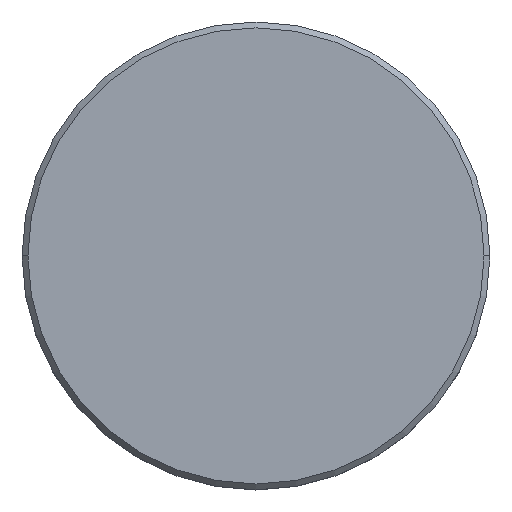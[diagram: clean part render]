
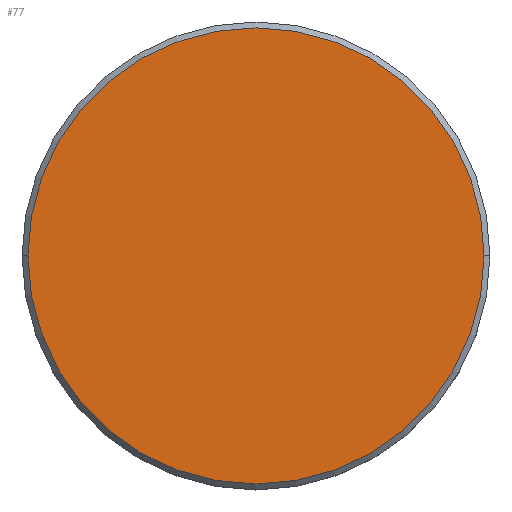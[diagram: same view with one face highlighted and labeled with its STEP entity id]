
A CAD part, top view. The second image highlights one B-rep face of the part: STEP entity #77.
In plain terms, the highlighted planar face has unit normal (0, 0, 1).
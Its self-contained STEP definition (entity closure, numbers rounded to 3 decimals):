
#50 = DIRECTION ( 'NONE',  ( 0., 0., 1. ) ) ;
#77 = ADVANCED_FACE ( 'NONE', ( #657 ), #944, .T. ) ;
#144 = DIRECTION ( 'NONE',  ( 1., 0., 0. ) ) ;
#203 = DIRECTION ( 'NONE',  ( 1., 0., 0. ) ) ;
#239 = EDGE_LOOP ( 'NONE', ( #1012, #1101 ) ) ;
#257 = EDGE_CURVE ( 'NONE', #367, #1166, #616, .T. ) ;
#333 = DIRECTION ( 'NONE',  ( 1., 0., 0. ) ) ;
#367 = VERTEX_POINT ( 'NONE', #641 ) ;
#400 = CARTESIAN_POINT ( 'NONE',  ( 0., 0., 0. ) ) ;
#407 = CARTESIAN_POINT ( 'NONE',  ( 19.5, 0., 0. ) ) ;
#528 = AXIS2_PLACEMENT_3D ( 'NONE', #400, #915, #203 ) ;
#535 = CARTESIAN_POINT ( 'NONE',  ( 0., 0., 0. ) ) ;
#564 = CIRCLE ( 'NONE', #528, 19.5 ) ;
#592 = DIRECTION ( 'NONE',  ( 0., 0., 1. ) ) ;
#616 = CIRCLE ( 'NONE', #681, 19.5 ) ;
#641 = CARTESIAN_POINT ( 'NONE',  ( -19.5, 0., 0. ) ) ;
#657 = FACE_OUTER_BOUND ( 'NONE', #239, .T. ) ;
#681 = AXIS2_PLACEMENT_3D ( 'NONE', #535, #592, #333 ) ;
#915 = DIRECTION ( 'NONE',  ( 0., 0., 1. ) ) ;
#944 = PLANE ( 'NONE',  #954 ) ;
#954 = AXIS2_PLACEMENT_3D ( 'NONE', #1135, #50, #144 ) ;
#1012 = ORIENTED_EDGE ( 'NONE', *, *, #257, .T. ) ;
#1036 = EDGE_CURVE ( 'NONE', #1166, #367, #564, .T. ) ;
#1101 = ORIENTED_EDGE ( 'NONE', *, *, #1036, .T. ) ;
#1135 = CARTESIAN_POINT ( 'NONE',  ( 0., 0., 0. ) ) ;
#1166 = VERTEX_POINT ( 'NONE', #407 ) ;
